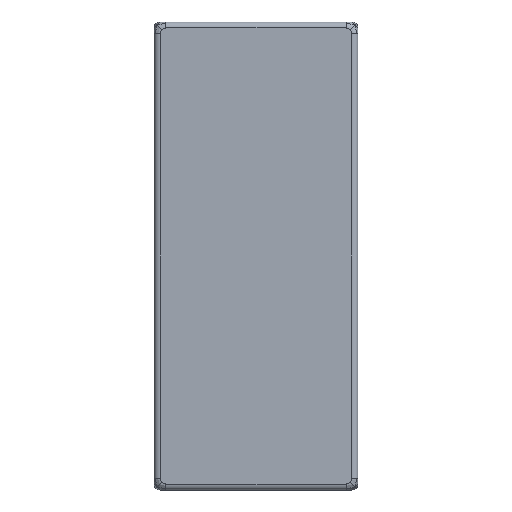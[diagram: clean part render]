
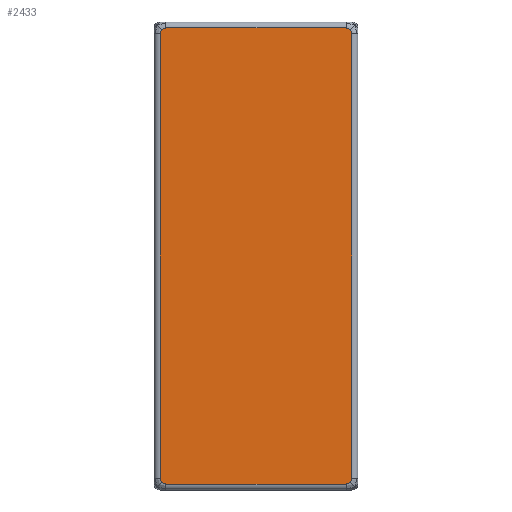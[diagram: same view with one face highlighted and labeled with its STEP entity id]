
A CAD part, front view. The second image highlights one B-rep face of the part: STEP entity #2433.
In plain terms, the highlighted planar face has unit normal (0, -1, 0).
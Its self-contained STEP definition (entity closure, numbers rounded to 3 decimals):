
#94=LINE('',#4536,#302);
#109=LINE('',#4563,#317);
#126=LINE('',#4599,#334);
#127=LINE('',#4602,#335);
#302=VECTOR('',#2948,10.);
#317=VECTOR('',#2979,10.);
#334=VECTOR('',#3014,10.);
#335=VECTOR('',#3017,10.);
#489=PLANE('',#2632);
#589=FACE_OUTER_BOUND('',#729,.T.);
#729=EDGE_LOOP('',(#1855,#1856,#1857,#1858,#1859,#1860,#1861,#1862,#1863,
#1864,#1865,#1866));
#815=CIRCLE('',#2546,0.5);
#818=CIRCLE('',#2549,0.5);
#833=CIRCLE('',#2564,0.5);
#843=CIRCLE('',#2574,0.5);
#849=CIRCLE('',#2580,0.5);
#852=CIRCLE('',#2583,0.5);
#865=CIRCLE('',#2612,0.5);
#869=CIRCLE('',#2633,0.5);
#981=VERTEX_POINT('',#3437);
#982=VERTEX_POINT('',#3444);
#984=VERTEX_POINT('',#3490);
#1001=VERTEX_POINT('',#3859);
#1002=VERTEX_POINT('',#3866);
#1013=VERTEX_POINT('',#4097);
#1014=VERTEX_POINT('',#4104);
#1021=VERTEX_POINT('',#4243);
#1022=VERTEX_POINT('',#4250);
#1024=VERTEX_POINT('',#4296);
#1067=VERTEX_POINT('',#4528);
#1083=VERTEX_POINT('',#4600);
#1217=EDGE_CURVE('',#981,#982,#815,.T.);
#1221=EDGE_CURVE('',#984,#981,#818,.T.);
#1245=EDGE_CURVE('',#1001,#1002,#833,.T.);
#1261=EDGE_CURVE('',#1013,#1014,#843,.T.);
#1271=EDGE_CURVE('',#1021,#1022,#849,.T.);
#1275=EDGE_CURVE('',#1024,#1021,#852,.T.);
#1335=EDGE_CURVE('',#1067,#1013,#865,.T.);
#1338=EDGE_CURVE('',#1014,#1024,#94,.T.);
#1353=EDGE_CURVE('',#1022,#984,#109,.T.);
#1372=EDGE_CURVE('',#1002,#1067,#126,.T.);
#1373=EDGE_CURVE('',#1083,#1001,#869,.T.);
#1374=EDGE_CURVE('',#982,#1083,#127,.T.);
#1855=ORIENTED_EDGE('',*,*,#1372,.F.);
#1856=ORIENTED_EDGE('',*,*,#1245,.F.);
#1857=ORIENTED_EDGE('',*,*,#1373,.F.);
#1858=ORIENTED_EDGE('',*,*,#1374,.F.);
#1859=ORIENTED_EDGE('',*,*,#1217,.F.);
#1860=ORIENTED_EDGE('',*,*,#1221,.F.);
#1861=ORIENTED_EDGE('',*,*,#1353,.F.);
#1862=ORIENTED_EDGE('',*,*,#1271,.F.);
#1863=ORIENTED_EDGE('',*,*,#1275,.F.);
#1864=ORIENTED_EDGE('',*,*,#1338,.F.);
#1865=ORIENTED_EDGE('',*,*,#1261,.F.);
#1866=ORIENTED_EDGE('',*,*,#1335,.F.);
#2433=ADVANCED_FACE('',(#589),#489,.T.);
#2546=AXIS2_PLACEMENT_3D('',#3445,#2761,#2762);
#2549=AXIS2_PLACEMENT_3D('',#3492,#2767,#2768);
#2564=AXIS2_PLACEMENT_3D('',#3867,#2797,#2798);
#2574=AXIS2_PLACEMENT_3D('',#4105,#2817,#2818);
#2580=AXIS2_PLACEMENT_3D('',#4251,#2829,#2830);
#2583=AXIS2_PLACEMENT_3D('',#4298,#2835,#2836);
#2612=AXIS2_PLACEMENT_3D('',#4530,#2939,#2940);
#2632=AXIS2_PLACEMENT_3D('',#4598,#3012,#3013);
#2633=AXIS2_PLACEMENT_3D('',#4601,#3015,#3016);
#2761=DIRECTION('center_axis',(0.,1.,0.));
#2762=DIRECTION('ref_axis',(0.707,0.,0.707));
#2767=DIRECTION('center_axis',(0.,1.,0.));
#2768=DIRECTION('ref_axis',(0.707,0.,0.707));
#2797=DIRECTION('center_axis',(0.,1.,0.));
#2798=DIRECTION('ref_axis',(0.707,0.,-0.707));
#2817=DIRECTION('center_axis',(0.,1.,0.));
#2818=DIRECTION('ref_axis',(-0.707,0.,-0.707));
#2829=DIRECTION('center_axis',(0.,1.,0.));
#2830=DIRECTION('ref_axis',(-0.707,0.,0.707));
#2835=DIRECTION('center_axis',(0.,1.,0.));
#2836=DIRECTION('ref_axis',(-0.707,0.,0.707));
#2939=DIRECTION('center_axis',(0.,1.,0.));
#2940=DIRECTION('ref_axis',(-0.707,0.,-0.707));
#2948=DIRECTION('',(0.,0.,1.));
#2979=DIRECTION('',(1.,0.,0.));
#3012=DIRECTION('center_axis',(0.,-1.,0.));
#3013=DIRECTION('ref_axis',(0.,0.,-1.));
#3014=DIRECTION('',(-1.,0.,0.));
#3015=DIRECTION('center_axis',(0.,1.,0.));
#3016=DIRECTION('ref_axis',(0.707,0.,-0.707));
#3017=DIRECTION('',(0.,0.,-1.));
#3437=CARTESIAN_POINT('',(14.354,-1.,35.354));
#3444=CARTESIAN_POINT('',(14.5,-1.,35.));
#3445=CARTESIAN_POINT('Origin',(14.,-1.,35.));
#3490=CARTESIAN_POINT('',(14.,-1.,35.5));
#3492=CARTESIAN_POINT('Origin',(14.,-1.,35.));
#3859=CARTESIAN_POINT('',(14.354,-1.,-2.354));
#3866=CARTESIAN_POINT('',(14.,-1.,-2.5));
#3867=CARTESIAN_POINT('Origin',(14.,-1.,-2.));
#4097=CARTESIAN_POINT('',(-1.354,-1.,-2.354));
#4104=CARTESIAN_POINT('',(-1.5,-1.,-2.));
#4105=CARTESIAN_POINT('Origin',(-1.,-1.,-2.));
#4243=CARTESIAN_POINT('',(-1.354,-1.,35.354));
#4250=CARTESIAN_POINT('',(-1.,-1.,35.5));
#4251=CARTESIAN_POINT('Origin',(-1.,-1.,35.));
#4296=CARTESIAN_POINT('',(-1.5,-1.,35.));
#4298=CARTESIAN_POINT('Origin',(-1.,-1.,35.));
#4528=CARTESIAN_POINT('',(-1.,-1.,-2.5));
#4530=CARTESIAN_POINT('Origin',(-1.,-1.,-2.));
#4536=CARTESIAN_POINT('',(-1.5,-1.,26.25));
#4563=CARTESIAN_POINT('',(11.25,-1.,35.5));
#4598=CARTESIAN_POINT('Origin',(7.5,-1.,16.5));
#4599=CARTESIAN_POINT('',(11.25,-1.,-2.5));
#4600=CARTESIAN_POINT('',(14.5,-1.,-2.));
#4601=CARTESIAN_POINT('Origin',(14.,-1.,-2.));
#4602=CARTESIAN_POINT('',(14.5,-1.,6.75));
